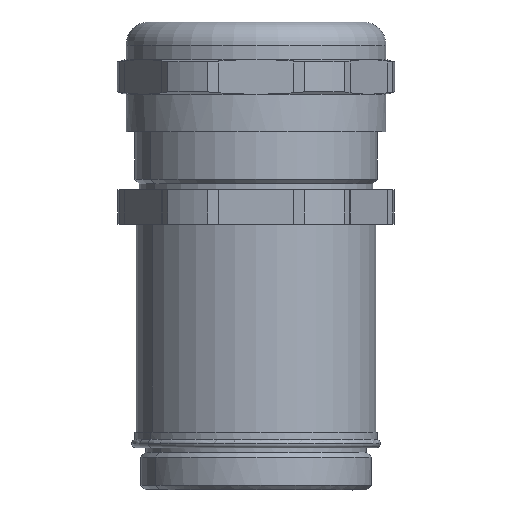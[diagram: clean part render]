
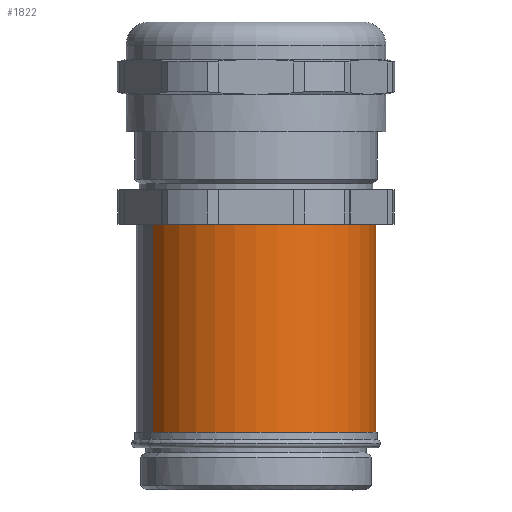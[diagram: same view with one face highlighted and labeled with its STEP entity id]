
A CAD part, front view. The second image highlights one B-rep face of the part: STEP entity #1822.
In plain terms, the highlighted cylindrical face has radius 20.75 mm (diameter 41.5 mm), a partial arc.
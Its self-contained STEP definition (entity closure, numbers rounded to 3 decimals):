
#595=AXIS2_PLACEMENT_3D('Circle Axis2P3D',#593,#594,$) ;
#1809=AXIS2_PLACEMENT_3D('Cylinder Axis2P3D',#1806,#1807,#1808) ;
#1813=AXIS2_PLACEMENT_3D('Circle Axis2P3D',#1811,#1812,$) ;
#588=CARTESIAN_POINT('Vertex',(6.03,12.125,46.)) ;
#590=CARTESIAN_POINT('Vertex',(41.97,32.875,46.)) ;
#593=CARTESIAN_POINT('Axis2P3D Location',(24.,22.5,46.)) ;
#1780=CARTESIAN_POINT('Line Origine',(41.97,32.875,28.)) ;
#1784=CARTESIAN_POINT('Vertex',(41.97,32.875,10.)) ;
#1791=CARTESIAN_POINT('Vertex',(6.03,12.125,10.)) ;
#1794=CARTESIAN_POINT('Line Origine',(6.03,12.125,28.)) ;
#1806=CARTESIAN_POINT('Axis2P3D Location',(24.,22.5,28.)) ;
#1811=CARTESIAN_POINT('Axis2P3D Location',(24.,22.5,10.)) ;
#594=DIRECTION('Axis2P3D Direction',(0.,0.,-1.)) ;
#1781=DIRECTION('Vector Direction',(0.,0.,-1.)) ;
#1795=DIRECTION('Vector Direction',(0.,0.,-1.)) ;
#1807=DIRECTION('Axis2P3D Direction',(0.,0.,-1.)) ;
#1808=DIRECTION('Axis2P3D XDirection',(0.866,0.5,0.)) ;
#1812=DIRECTION('Axis2P3D Direction',(0.,0.,-1.)) ;
#1782=VECTOR('Line Direction',#1781,1.) ;
#1796=VECTOR('Line Direction',#1795,1.) ;
#1817=ORIENTED_EDGE('',*,*,#1798,.T.) ;
#1818=ORIENTED_EDGE('',*,*,#1815,.F.) ;
#1819=ORIENTED_EDGE('',*,*,#1786,.T.) ;
#1820=ORIENTED_EDGE('',*,*,#597,.T.) ;
#1822=ADVANCED_FACE('Hauptk\X2\00F6\X0\rper',(#1821),#1810,.T.) ;
#596=CIRCLE('generated circle',#595,20.75) ;
#1814=CIRCLE('generated circle',#1813,20.75) ;
#1810=CYLINDRICAL_SURFACE('generated cylinder',#1809,20.75) ;
#597=EDGE_CURVE('',#591,#589,#596,.T.) ;
#1786=EDGE_CURVE('',#1785,#591,#1783,.F.) ;
#1798=EDGE_CURVE('',#589,#1792,#1797,.T.) ;
#1815=EDGE_CURVE('',#1785,#1792,#1814,.T.) ;
#1816=EDGE_LOOP('',(#1817,#1818,#1819,#1820)) ;
#1821=FACE_OUTER_BOUND('',#1816,.T.) ;
#1783=LINE('Line',#1780,#1782) ;
#1797=LINE('Line',#1794,#1796) ;
#589=VERTEX_POINT('',#588) ;
#591=VERTEX_POINT('',#590) ;
#1785=VERTEX_POINT('',#1784) ;
#1792=VERTEX_POINT('',#1791) ;
